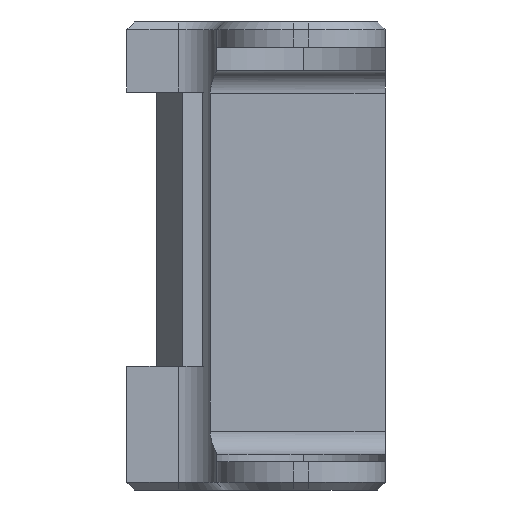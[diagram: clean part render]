
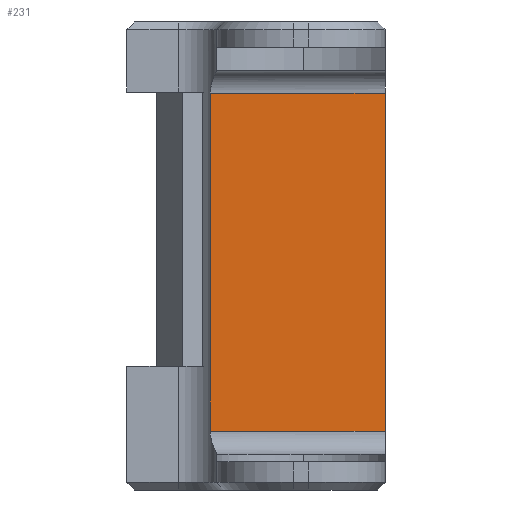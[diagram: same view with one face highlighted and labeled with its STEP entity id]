
A CAD part, left-side view. The second image highlights one B-rep face of the part: STEP entity #231.
In plain terms, the highlighted planar face has unit normal (-1, 0, 0).
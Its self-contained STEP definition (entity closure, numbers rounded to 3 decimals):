
#7 = CARTESIAN_POINT ( 'NONE',  ( 18.88, -7.992, 57.695 ) ) ;
#32 = CARTESIAN_POINT ( 'NONE',  ( 18.88, -5.967, 7.682 ) ) ;
#109 = DIRECTION ( 'NONE',  ( 0., 1., 0. ) ) ;
#173 = ORIENTED_EDGE ( 'NONE', *, *, #816, .T. ) ;
#230 = VECTOR ( 'NONE', #1181, 1000. ) ;
#231 = ADVANCED_FACE ( 'NONE', ( #276 ), #3142, .F. ) ;
#276 = FACE_OUTER_BOUND ( 'NONE', #420, .T. ) ;
#348 = EDGE_CURVE ( 'NONE', #2927, #2722, #603, .T. ) ;
#417 = CARTESIAN_POINT ( 'NONE',  ( 18.88, 16.827, 54.695 ) ) ;
#420 = EDGE_LOOP ( 'NONE', ( #173, #2221, #1176, #804 ) ) ;
#504 = VECTOR ( 'NONE', #1524, 1000. ) ;
#603 = LINE ( 'NONE', #32, #230 ) ;
#754 = CARTESIAN_POINT ( 'NONE',  ( 18.88, 16.827, 7.682 ) ) ;
#804 = ORIENTED_EDGE ( 'NONE', *, *, #2393, .T. ) ;
#816 = EDGE_CURVE ( 'NONE', #1061, #2927, #1282, .T. ) ;
#1001 = LINE ( 'NONE', #3663, #2961 ) ;
#1061 = VERTEX_POINT ( 'NONE', #3284 ) ;
#1110 = CARTESIAN_POINT ( 'NONE',  ( 18.88, -5.967, 51.695 ) ) ;
#1176 = ORIENTED_EDGE ( 'NONE', *, *, #2421, .F. ) ;
#1181 = DIRECTION ( 'NONE',  ( 0., -1., 0. ) ) ;
#1282 = LINE ( 'NONE', #417, #504 ) ;
#1524 = DIRECTION ( 'NONE',  ( 0., 0., -1. ) ) ;
#1571 = VECTOR ( 'NONE', #109, 1000. ) ;
#1719 = DIRECTION ( 'NONE',  ( 0., 0., -1. ) ) ;
#1898 = DIRECTION ( 'NONE',  ( 0., 0., -1. ) ) ;
#1969 = AXIS2_PLACEMENT_3D ( 'NONE', #7, #1982, #1719 ) ;
#1982 = DIRECTION ( 'NONE',  ( 1., 0., 0. ) ) ;
#2221 = ORIENTED_EDGE ( 'NONE', *, *, #348, .T. ) ;
#2393 = EDGE_CURVE ( 'NONE', #3028, #1061, #2696, .T. ) ;
#2421 = EDGE_CURVE ( 'NONE', #3028, #2722, #1001, .T. ) ;
#2696 = LINE ( 'NONE', #3517, #1571 ) ;
#2722 = VERTEX_POINT ( 'NONE', #3281 ) ;
#2927 = VERTEX_POINT ( 'NONE', #754 ) ;
#2961 = VECTOR ( 'NONE', #1898, 1000. ) ;
#3028 = VERTEX_POINT ( 'NONE', #1110 ) ;
#3142 = PLANE ( 'NONE',  #1969 ) ;
#3281 = CARTESIAN_POINT ( 'NONE',  ( 18.88, -5.967, 7.682 ) ) ;
#3284 = CARTESIAN_POINT ( 'NONE',  ( 18.88, 16.827, 51.695 ) ) ;
#3517 = CARTESIAN_POINT ( 'NONE',  ( 18.88, -7.992, 51.695 ) ) ;
#3663 = CARTESIAN_POINT ( 'NONE',  ( 18.88, -5.967, 60. ) ) ;
